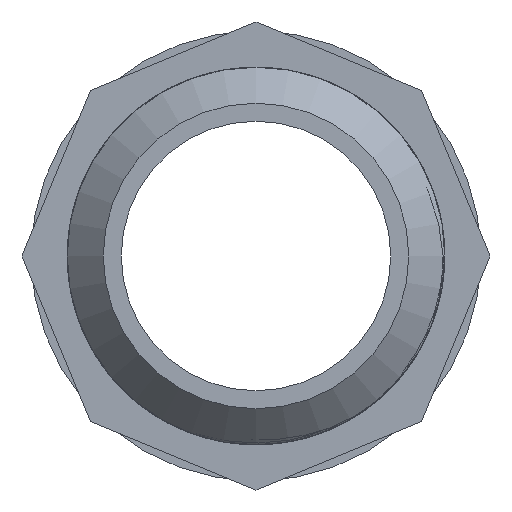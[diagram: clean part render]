
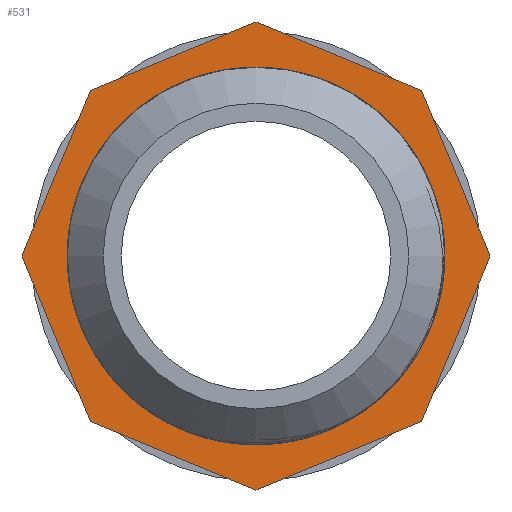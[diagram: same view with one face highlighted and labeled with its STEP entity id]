
A CAD part, front view. The second image highlights one B-rep face of the part: STEP entity #531.
In plain terms, the highlighted planar face has unit normal (0, -1, 0).
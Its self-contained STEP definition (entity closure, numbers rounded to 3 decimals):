
#42=LINE('',#777,#66);
#46=LINE('',#785,#70);
#49=LINE('',#791,#73);
#52=LINE('',#797,#76);
#55=LINE('',#803,#79);
#58=LINE('',#809,#82);
#61=LINE('',#815,#85);
#64=LINE('',#820,#88);
#66=VECTOR('',#648,10.);
#70=VECTOR('',#654,10.);
#73=VECTOR('',#659,10.);
#76=VECTOR('',#664,10.);
#79=VECTOR('',#669,10.);
#82=VECTOR('',#674,10.);
#85=VECTOR('',#679,10.);
#88=VECTOR('',#684,10.);
#110=FACE_BOUND('',#187,.T.);
#141=FACE_OUTER_BOUND('',#186,.T.);
#186=EDGE_LOOP('',(#411,#412,#413,#414,#415,#416,#417,#418));
#187=EDGE_LOOP('',(#419));
#227=CIRCLE('',#561,9.296);
#250=VERTEX_POINT('',#755);
#257=VERTEX_POINT('',#775);
#258=VERTEX_POINT('',#776);
#261=VERTEX_POINT('',#784);
#263=VERTEX_POINT('',#790);
#265=VERTEX_POINT('',#796);
#267=VERTEX_POINT('',#802);
#269=VERTEX_POINT('',#808);
#271=VERTEX_POINT('',#814);
#301=EDGE_CURVE('',#250,#250,#227,.T.);
#308=EDGE_CURVE('',#257,#258,#42,.T.);
#312=EDGE_CURVE('',#261,#257,#46,.T.);
#315=EDGE_CURVE('',#263,#261,#49,.T.);
#318=EDGE_CURVE('',#265,#263,#52,.T.);
#321=EDGE_CURVE('',#267,#265,#55,.T.);
#324=EDGE_CURVE('',#269,#267,#58,.T.);
#327=EDGE_CURVE('',#271,#269,#61,.T.);
#330=EDGE_CURVE('',#258,#271,#64,.T.);
#411=ORIENTED_EDGE('',*,*,#330,.F.);
#412=ORIENTED_EDGE('',*,*,#308,.F.);
#413=ORIENTED_EDGE('',*,*,#312,.F.);
#414=ORIENTED_EDGE('',*,*,#315,.F.);
#415=ORIENTED_EDGE('',*,*,#318,.F.);
#416=ORIENTED_EDGE('',*,*,#321,.F.);
#417=ORIENTED_EDGE('',*,*,#324,.F.);
#418=ORIENTED_EDGE('',*,*,#327,.F.);
#419=ORIENTED_EDGE('',*,*,#301,.F.);
#508=PLANE('',#581);
#531=ADVANCED_FACE('',(#141,#110),#508,.T.);
#561=AXIS2_PLACEMENT_3D('',#756,#622,#623);
#581=AXIS2_PLACEMENT_3D('',#822,#686,#687);
#622=DIRECTION('center_axis',(0.,-1.,0.));
#623=DIRECTION('ref_axis',(1.,0.,0.));
#648=DIRECTION('',(-0.383,0.,0.924));
#654=DIRECTION('',(-0.924,0.,0.383));
#659=DIRECTION('',(-0.924,0.,-0.383));
#664=DIRECTION('',(-0.383,0.,-0.924));
#669=DIRECTION('',(0.383,0.,-0.924));
#674=DIRECTION('',(0.924,0.,-0.383));
#679=DIRECTION('',(0.924,0.,0.383));
#684=DIRECTION('',(0.383,0.,0.924));
#686=DIRECTION('center_axis',(0.,-1.,0.));
#687=DIRECTION('ref_axis',(0.,0.,-1.));
#755=CARTESIAN_POINT('',(0.,-4.238,29.753));
#756=CARTESIAN_POINT('Origin',(0.,-4.238,20.457));
#775=CARTESIAN_POINT('',(-9.184,-4.238,11.273));
#776=CARTESIAN_POINT('',(-12.989,-4.238,20.457));
#777=CARTESIAN_POINT('',(-9.184,-4.238,11.273));
#784=CARTESIAN_POINT('',(0.,-4.238,7.468));
#785=CARTESIAN_POINT('',(0.,-4.238,7.468));
#790=CARTESIAN_POINT('',(9.184,-4.238,11.273));
#791=CARTESIAN_POINT('',(9.184,-4.238,11.273));
#796=CARTESIAN_POINT('',(12.989,-4.238,20.457));
#797=CARTESIAN_POINT('',(12.989,-4.238,20.457));
#802=CARTESIAN_POINT('',(9.184,-4.238,29.641));
#803=CARTESIAN_POINT('',(9.184,-4.238,29.641));
#808=CARTESIAN_POINT('',(0.,-4.238,33.446));
#809=CARTESIAN_POINT('',(0.,-4.238,33.446));
#814=CARTESIAN_POINT('',(-9.184,-4.238,29.641));
#815=CARTESIAN_POINT('',(-9.184,-4.238,29.641));
#820=CARTESIAN_POINT('',(-12.989,-4.238,20.457));
#822=CARTESIAN_POINT('Origin',(0.,-4.238,31.937));
